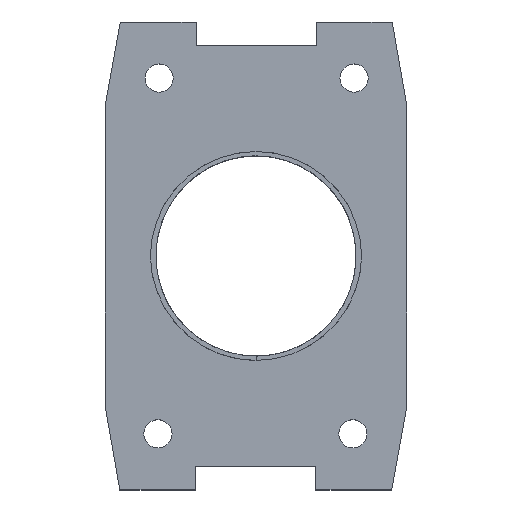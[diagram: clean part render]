
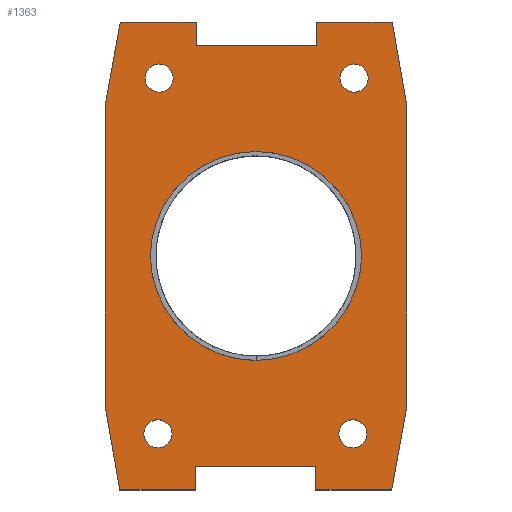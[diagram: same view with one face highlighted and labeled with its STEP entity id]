
A CAD part, top view. The second image highlights one B-rep face of the part: STEP entity #1363.
In plain terms, the highlighted planar face has unit normal (0, 0, 1).
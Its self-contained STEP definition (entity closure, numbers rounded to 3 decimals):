
#19=FACE_BOUND('',#180,.T.);
#20=FACE_BOUND('',#181,.T.);
#21=FACE_BOUND('',#182,.T.);
#22=FACE_BOUND('',#183,.T.);
#23=FACE_BOUND('',#184,.T.);
#29=CIRCLE('',#1457,1.4);
#30=CIRCLE('',#1458,1.4);
#31=CIRCLE('',#1459,1.4);
#32=CIRCLE('',#1460,1.4);
#33=CIRCLE('',#1461,10.5);
#34=CIRCLE('',#1462,10.5);
#35=CIRCLE('',#1463,10.5);
#48=PLANE('',#1456);
#106=FACE_OUTER_BOUND('',#179,.T.);
#179=EDGE_LOOP('',(#1017,#1018,#1019,#1020,#1021,#1022,#1023,#1024,#1025,
#1026,#1027,#1028,#1029,#1030,#1031,#1032,#1033,#1034,#1035,#1036));
#180=EDGE_LOOP('',(#1037));
#181=EDGE_LOOP('',(#1038));
#182=EDGE_LOOP('',(#1039));
#183=EDGE_LOOP('',(#1040));
#184=EDGE_LOOP('',(#1041,#1042,#1043));
#325=LINE('',#2736,#453);
#327=LINE('',#2740,#455);
#333=LINE('',#2752,#461);
#337=LINE('',#2759,#465);
#340=LINE('',#2765,#468);
#344=LINE('',#2774,#472);
#345=LINE('',#2776,#473);
#346=LINE('',#2778,#474);
#347=LINE('',#2780,#475);
#348=LINE('',#2782,#476);
#349=LINE('',#2784,#477);
#350=LINE('',#2786,#478);
#351=LINE('',#2788,#479);
#352=LINE('',#2790,#480);
#353=LINE('',#2792,#481);
#354=LINE('',#2794,#482);
#355=LINE('',#2796,#483);
#356=LINE('',#2798,#484);
#357=LINE('',#2800,#485);
#358=LINE('',#2801,#486);
#453=VECTOR('',#1594,10.);
#455=VECTOR('',#1598,10.);
#461=VECTOR('',#1606,10.);
#465=VECTOR('',#1612,10.);
#468=VECTOR('',#1617,10.);
#472=VECTOR('',#1625,10.);
#473=VECTOR('',#1626,10.);
#474=VECTOR('',#1627,10.);
#475=VECTOR('',#1628,10.);
#476=VECTOR('',#1629,10.);
#477=VECTOR('',#1630,10.);
#478=VECTOR('',#1631,10.);
#479=VECTOR('',#1632,10.);
#480=VECTOR('',#1633,10.);
#481=VECTOR('',#1634,10.);
#482=VECTOR('',#1635,10.);
#483=VECTOR('',#1636,10.);
#484=VECTOR('',#1637,10.);
#485=VECTOR('',#1638,10.);
#486=VECTOR('',#1639,10.);
#612=VERTEX_POINT('',#2733);
#613=VERTEX_POINT('',#2735);
#614=VERTEX_POINT('',#2739);
#619=VERTEX_POINT('',#2750);
#621=VERTEX_POINT('',#2757);
#623=VERTEX_POINT('',#2763);
#626=VERTEX_POINT('',#2773);
#627=VERTEX_POINT('',#2775);
#628=VERTEX_POINT('',#2777);
#629=VERTEX_POINT('',#2779);
#630=VERTEX_POINT('',#2781);
#631=VERTEX_POINT('',#2783);
#632=VERTEX_POINT('',#2785);
#633=VERTEX_POINT('',#2787);
#634=VERTEX_POINT('',#2789);
#635=VERTEX_POINT('',#2791);
#636=VERTEX_POINT('',#2793);
#637=VERTEX_POINT('',#2795);
#638=VERTEX_POINT('',#2797);
#639=VERTEX_POINT('',#2799);
#640=VERTEX_POINT('',#2802);
#641=VERTEX_POINT('',#2804);
#642=VERTEX_POINT('',#2806);
#643=VERTEX_POINT('',#2808);
#644=VERTEX_POINT('',#2810);
#645=VERTEX_POINT('',#2811);
#646=VERTEX_POINT('',#2813);
#767=EDGE_CURVE('',#613,#612,#325,.T.);
#769=EDGE_CURVE('',#614,#613,#327,.T.);
#775=EDGE_CURVE('',#612,#619,#333,.T.);
#779=EDGE_CURVE('',#619,#621,#337,.T.);
#782=EDGE_CURVE('',#621,#623,#340,.T.);
#786=EDGE_CURVE('',#623,#626,#344,.T.);
#787=EDGE_CURVE('',#626,#627,#345,.T.);
#788=EDGE_CURVE('',#627,#628,#346,.T.);
#789=EDGE_CURVE('',#628,#629,#347,.T.);
#790=EDGE_CURVE('',#629,#630,#348,.T.);
#791=EDGE_CURVE('',#630,#631,#349,.T.);
#792=EDGE_CURVE('',#631,#632,#350,.T.);
#793=EDGE_CURVE('',#632,#633,#351,.T.);
#794=EDGE_CURVE('',#633,#634,#352,.T.);
#795=EDGE_CURVE('',#634,#635,#353,.T.);
#796=EDGE_CURVE('',#635,#636,#354,.T.);
#797=EDGE_CURVE('',#636,#637,#355,.T.);
#798=EDGE_CURVE('',#637,#638,#356,.T.);
#799=EDGE_CURVE('',#638,#639,#357,.T.);
#800=EDGE_CURVE('',#639,#614,#358,.T.);
#801=EDGE_CURVE('',#640,#640,#29,.T.);
#802=EDGE_CURVE('',#641,#641,#30,.T.);
#803=EDGE_CURVE('',#642,#642,#31,.T.);
#804=EDGE_CURVE('',#643,#643,#32,.T.);
#805=EDGE_CURVE('',#644,#645,#33,.T.);
#806=EDGE_CURVE('',#646,#644,#34,.T.);
#807=EDGE_CURVE('',#645,#646,#35,.T.);
#1017=ORIENTED_EDGE('',*,*,#782,.T.);
#1018=ORIENTED_EDGE('',*,*,#786,.T.);
#1019=ORIENTED_EDGE('',*,*,#787,.T.);
#1020=ORIENTED_EDGE('',*,*,#788,.T.);
#1021=ORIENTED_EDGE('',*,*,#789,.T.);
#1022=ORIENTED_EDGE('',*,*,#790,.T.);
#1023=ORIENTED_EDGE('',*,*,#791,.T.);
#1024=ORIENTED_EDGE('',*,*,#792,.T.);
#1025=ORIENTED_EDGE('',*,*,#793,.T.);
#1026=ORIENTED_EDGE('',*,*,#794,.T.);
#1027=ORIENTED_EDGE('',*,*,#795,.T.);
#1028=ORIENTED_EDGE('',*,*,#796,.T.);
#1029=ORIENTED_EDGE('',*,*,#797,.T.);
#1030=ORIENTED_EDGE('',*,*,#798,.T.);
#1031=ORIENTED_EDGE('',*,*,#799,.T.);
#1032=ORIENTED_EDGE('',*,*,#800,.T.);
#1033=ORIENTED_EDGE('',*,*,#769,.T.);
#1034=ORIENTED_EDGE('',*,*,#767,.T.);
#1035=ORIENTED_EDGE('',*,*,#775,.T.);
#1036=ORIENTED_EDGE('',*,*,#779,.T.);
#1037=ORIENTED_EDGE('',*,*,#801,.T.);
#1038=ORIENTED_EDGE('',*,*,#802,.T.);
#1039=ORIENTED_EDGE('',*,*,#803,.T.);
#1040=ORIENTED_EDGE('',*,*,#804,.T.);
#1041=ORIENTED_EDGE('',*,*,#805,.F.);
#1042=ORIENTED_EDGE('',*,*,#806,.F.);
#1043=ORIENTED_EDGE('',*,*,#807,.F.);
#1363=ADVANCED_FACE('',(#106,#19,#20,#21,#22,#23),#48,.T.);
#1456=AXIS2_PLACEMENT_3D('',#2772,#1623,#1624);
#1457=AXIS2_PLACEMENT_3D('',#2803,#1640,#1641);
#1458=AXIS2_PLACEMENT_3D('',#2805,#1642,#1643);
#1459=AXIS2_PLACEMENT_3D('',#2807,#1644,#1645);
#1460=AXIS2_PLACEMENT_3D('',#2809,#1646,#1647);
#1461=AXIS2_PLACEMENT_3D('',#2812,#1648,#1649);
#1462=AXIS2_PLACEMENT_3D('',#2814,#1650,#1651);
#1463=AXIS2_PLACEMENT_3D('',#2815,#1652,#1653);
#1594=DIRECTION('',(0.,1.,0.));
#1598=DIRECTION('',(1.,0.,0.));
#1606=DIRECTION('',(1.,0.,0.));
#1612=DIRECTION('',(0.,-1.,0.));
#1617=DIRECTION('',(1.,0.,0.));
#1623=DIRECTION('center_axis',(0.,0.,1.));
#1624=DIRECTION('ref_axis',(1.,0.,0.));
#1625=DIRECTION('',(0.177,0.984,0.));
#1626=DIRECTION('',(1.,0.,0.));
#1627=DIRECTION('',(0.,1.,0.));
#1628=DIRECTION('',(-1.,0.,0.));
#1629=DIRECTION('',(-0.171,0.985,0.));
#1630=DIRECTION('',(-1.,0.,0.));
#1631=DIRECTION('',(0.,-1.,0.));
#1632=DIRECTION('',(-1.,0.,0.));
#1633=DIRECTION('',(0.,1.,0.));
#1634=DIRECTION('',(-1.,0.,0.));
#1635=DIRECTION('',(-0.177,-0.984,0.));
#1636=DIRECTION('',(-1.,0.,0.));
#1637=DIRECTION('',(0.,-1.,0.));
#1638=DIRECTION('',(1.,0.,0.));
#1639=DIRECTION('',(0.171,-0.985,0.));
#1640=DIRECTION('center_axis',(0.,0.,-1.));
#1641=DIRECTION('ref_axis',(1.,0.,0.));
#1642=DIRECTION('center_axis',(0.,0.,-1.));
#1643=DIRECTION('ref_axis',(1.,0.,0.));
#1644=DIRECTION('center_axis',(0.,0.,-1.));
#1645=DIRECTION('ref_axis',(-1.,0.,0.));
#1646=DIRECTION('center_axis',(0.,0.,-1.));
#1647=DIRECTION('ref_axis',(-1.,0.,0.));
#1648=DIRECTION('center_axis',(0.,0.,1.));
#1649=DIRECTION('ref_axis',(-1.,0.,0.));
#1650=DIRECTION('center_axis',(0.,0.,1.));
#1651=DIRECTION('ref_axis',(-1.,0.,0.));
#1652=DIRECTION('center_axis',(0.,0.,1.));
#1653=DIRECTION('ref_axis',(1.,0.,0.));
#2733=CARTESIAN_POINT('',(10.478,-66.853,5.));
#2735=CARTESIAN_POINT('',(10.478,-69.164,5.));
#2736=CARTESIAN_POINT('',(10.478,-57.892,5.));
#2739=CARTESIAN_POINT('',(2.932,-69.164,5.));
#2740=CARTESIAN_POINT('',(16.796,-69.164,5.));
#2750=CARTESIAN_POINT('',(22.419,-66.853,5.));
#2752=CARTESIAN_POINT('',(13.476,-66.853,5.));
#2757=CARTESIAN_POINT('',(22.419,-69.164,5.));
#2759=CARTESIAN_POINT('',(22.419,-52.583,5.));
#2763=CARTESIAN_POINT('',(29.972,-69.164,5.));
#2765=CARTESIAN_POINT('',(16.796,-69.164,5.));
#2772=CARTESIAN_POINT('Origin',(16.474,-46.03,5.));
#2773=CARTESIAN_POINT('',(31.431,-61.03,5.));
#2774=CARTESIAN_POINT('',(29.792,-70.164,5.));
#2775=CARTESIAN_POINT('',(31.474,-61.03,5.));
#2776=CARTESIAN_POINT('',(1.474,-61.03,5.));
#2777=CARTESIAN_POINT('',(31.474,-30.79,5.));
#2778=CARTESIAN_POINT('',(31.474,-61.03,5.));
#2779=CARTESIAN_POINT('',(31.433,-30.79,5.));
#2780=CARTESIAN_POINT('',(31.474,-30.79,5.));
#2781=CARTESIAN_POINT('',(30.017,-22.656,5.));
#2782=CARTESIAN_POINT('',(31.474,-31.03,5.));
#2783=CARTESIAN_POINT('',(22.471,-22.656,5.));
#2784=CARTESIAN_POINT('',(16.153,-22.656,5.));
#2785=CARTESIAN_POINT('',(22.471,-24.967,5.));
#2786=CARTESIAN_POINT('',(22.471,-33.187,5.));
#2787=CARTESIAN_POINT('',(10.529,-24.967,5.));
#2788=CARTESIAN_POINT('',(19.472,-24.967,5.));
#2789=CARTESIAN_POINT('',(10.529,-22.656,5.));
#2790=CARTESIAN_POINT('',(10.529,-35.499,5.));
#2791=CARTESIAN_POINT('',(2.977,-22.656,5.));
#2792=CARTESIAN_POINT('',(16.153,-22.656,5.));
#2793=CARTESIAN_POINT('',(1.517,-30.79,5.));
#2794=CARTESIAN_POINT('',(3.157,-21.656,5.));
#2795=CARTESIAN_POINT('',(1.474,-30.79,5.));
#2796=CARTESIAN_POINT('',(31.474,-30.79,5.));
#2797=CARTESIAN_POINT('',(1.474,-61.03,5.));
#2798=CARTESIAN_POINT('',(1.474,-31.03,5.));
#2799=CARTESIAN_POINT('',(1.516,-61.03,5.));
#2800=CARTESIAN_POINT('',(1.474,-61.03,5.));
#2801=CARTESIAN_POINT('',(1.474,-60.79,5.));
#2802=CARTESIAN_POINT('',(5.327,-63.59,5.));
#2803=CARTESIAN_POINT('Origin',(6.727,-63.59,5.));
#2804=CARTESIAN_POINT('',(24.706,-63.59,5.));
#2805=CARTESIAN_POINT('Origin',(26.106,-63.59,5.));
#2806=CARTESIAN_POINT('',(8.243,-28.23,5.));
#2807=CARTESIAN_POINT('Origin',(6.843,-28.23,5.));
#2808=CARTESIAN_POINT('',(27.622,-28.23,5.));
#2809=CARTESIAN_POINT('Origin',(26.222,-28.23,5.));
#2810=CARTESIAN_POINT('',(16.474,-56.29,5.));
#2811=CARTESIAN_POINT('',(26.974,-45.91,5.));
#2812=CARTESIAN_POINT('Origin',(16.474,-45.79,5.));
#2813=CARTESIAN_POINT('',(5.975,-45.91,5.));
#2814=CARTESIAN_POINT('Origin',(16.474,-45.79,5.));
#2815=CARTESIAN_POINT('Origin',(16.474,-46.03,5.));
